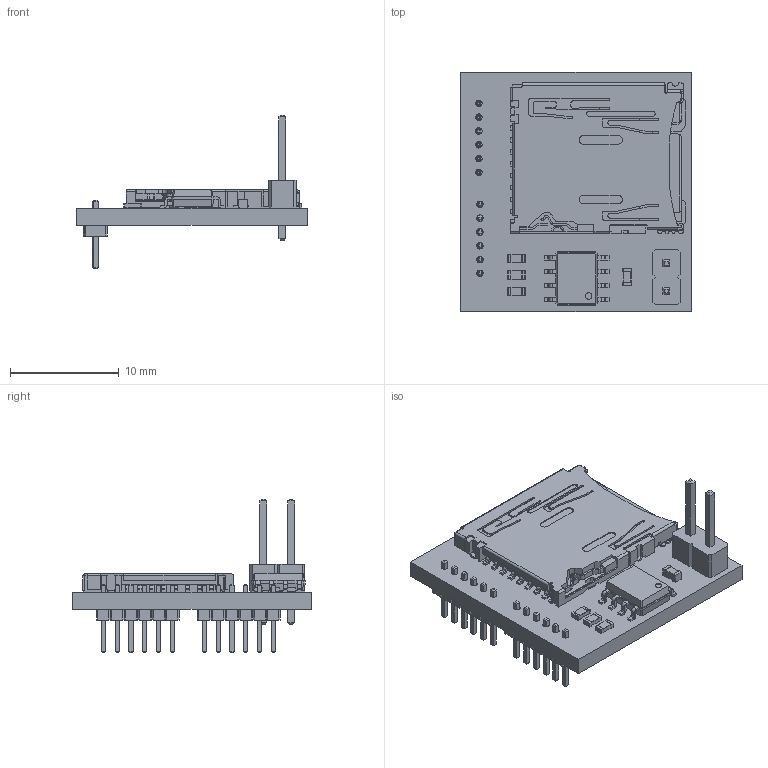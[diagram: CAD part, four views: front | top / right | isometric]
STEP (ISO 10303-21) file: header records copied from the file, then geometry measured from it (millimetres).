
FILE_DESCRIPTION(('FreeCAD Model'),'2;1');
FILE_NAME('Open CASCADE Shape Model','2024-01-11T15:48:58',( 'kicad StepUp'),('ksu MCAD'),'Open CASCADE STEP processor 7.6', 'FreeCAD','Unknown');
FILE_SCHEMA(('AUTOMOTIVE_DESIGN { 1 0 10303 214 1 1 1 1 }'));
Length unit declared in the file: millimetre
Products named in the file (1): uSD_RTC_sp
Bounding box: 21.22 x 22 x 14.13 mm (x, y, z)
Volume: 1081.4 mm3; surface area: 1959.7 mm2
Topology: 1 solids, 18 shells, 1310 faces, 3499 edges, 2258 vertices
Faces by surface type: plane 987, cylinder 291, bspline 32
Full cylindrical faces by diameter (mm): 0.6 x13, 1 x2
Entity records: 49482 total; most frequent: CARTESIAN_POINT 7221, ORIENTED_EDGE 6998, DIRECTION 6599, EDGE_CURVE 3499, LINE 2875, VECTOR 2875, VERTEX_POINT 2258, AXIS2_PLACEMENT_3D 1862
